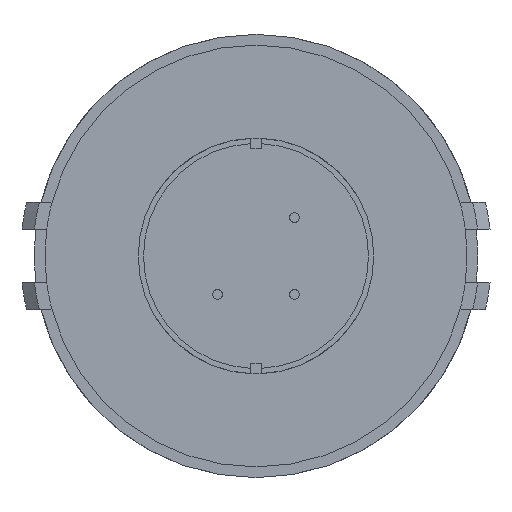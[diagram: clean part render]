
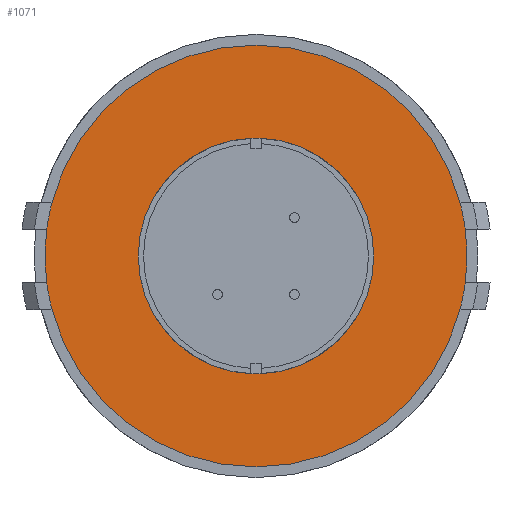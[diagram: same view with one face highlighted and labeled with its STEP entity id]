
A CAD part, front view. The second image highlights one B-rep face of the part: STEP entity #1071.
In plain terms, the highlighted planar face has unit normal (0, -1, 0).
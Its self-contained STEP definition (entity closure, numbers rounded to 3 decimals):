
#29=FACE_BOUND('',#184,.T.);
#63=PLANE('',#1195);
#121=FACE_OUTER_BOUND('',#183,.T.);
#183=EDGE_LOOP('',(#979,#980,#981,#982,#983,#984,#985,#986));
#184=EDGE_LOOP('',(#987));
#392=CIRCLE('',#1112,5.5);
#397=CIRCLE('',#1125,9.85);
#414=CIRCLE('',#1149,9.85);
#419=CIRCLE('',#1158,9.85);
#421=CIRCLE('',#1163,9.85);
#424=CIRCLE('',#1171,9.85);
#429=CIRCLE('',#1181,9.85);
#430=CIRCLE('',#1183,9.85);
#431=CIRCLE('',#1186,9.85);
#465=VERTEX_POINT('',#1601);
#472=VERTEX_POINT('',#1626);
#477=VERTEX_POINT('',#1638);
#501=VERTEX_POINT('',#1718);
#510=VERTEX_POINT('',#1761);
#513=VERTEX_POINT('',#1773);
#518=VERTEX_POINT('',#1791);
#526=VERTEX_POINT('',#1836);
#527=VERTEX_POINT('',#1840);
#576=EDGE_CURVE('',#465,#465,#392,.T.);
#593=EDGE_CURVE('',#472,#477,#397,.T.);
#626=EDGE_CURVE('',#477,#501,#414,.T.);
#640=EDGE_CURVE('',#501,#510,#419,.T.);
#647=EDGE_CURVE('',#513,#472,#421,.T.);
#660=EDGE_CURVE('',#518,#513,#424,.T.);
#671=EDGE_CURVE('',#526,#518,#429,.T.);
#672=EDGE_CURVE('',#510,#527,#430,.T.);
#679=EDGE_CURVE('',#527,#526,#431,.T.);
#979=ORIENTED_EDGE('',*,*,#671,.F.);
#980=ORIENTED_EDGE('',*,*,#679,.F.);
#981=ORIENTED_EDGE('',*,*,#672,.F.);
#982=ORIENTED_EDGE('',*,*,#640,.F.);
#983=ORIENTED_EDGE('',*,*,#626,.F.);
#984=ORIENTED_EDGE('',*,*,#593,.F.);
#985=ORIENTED_EDGE('',*,*,#647,.F.);
#986=ORIENTED_EDGE('',*,*,#660,.F.);
#987=ORIENTED_EDGE('',*,*,#576,.T.);
#1071=ADVANCED_FACE('',(#121,#29),#63,.T.);
#1112=AXIS2_PLACEMENT_3D('',#1602,#1277,#1278);
#1125=AXIS2_PLACEMENT_3D('',#1639,#1315,#1316);
#1149=AXIS2_PLACEMENT_3D('',#1719,#1379,#1380);
#1158=AXIS2_PLACEMENT_3D('',#1762,#1406,#1407);
#1163=AXIS2_PLACEMENT_3D('',#1775,#1421,#1422);
#1171=AXIS2_PLACEMENT_3D('',#1801,#1447,#1448);
#1181=AXIS2_PLACEMENT_3D('',#1838,#1473,#1474);
#1183=AXIS2_PLACEMENT_3D('',#1841,#1477,#1478);
#1186=AXIS2_PLACEMENT_3D('',#1854,#1489,#1490);
#1195=AXIS2_PLACEMENT_3D('',#1888,#1512,#1513);
#1277=DIRECTION('center_axis',(0.,1.,0.));
#1278=DIRECTION('ref_axis',(1.,0.,0.));
#1315=DIRECTION('center_axis',(0.,1.,0.));
#1316=DIRECTION('ref_axis',(1.,0.,0.));
#1379=DIRECTION('center_axis',(0.,1.,0.));
#1380=DIRECTION('ref_axis',(1.,0.,0.));
#1406=DIRECTION('center_axis',(0.,1.,0.));
#1407=DIRECTION('ref_axis',(1.,0.,0.));
#1421=DIRECTION('center_axis',(0.,1.,0.));
#1422=DIRECTION('ref_axis',(1.,0.,0.));
#1447=DIRECTION('center_axis',(0.,1.,0.));
#1448=DIRECTION('ref_axis',(1.,0.,0.));
#1473=DIRECTION('center_axis',(0.,1.,0.));
#1474=DIRECTION('ref_axis',(1.,0.,0.));
#1477=DIRECTION('center_axis',(0.,1.,0.));
#1478=DIRECTION('ref_axis',(1.,0.,0.));
#1489=DIRECTION('center_axis',(0.,1.,0.));
#1490=DIRECTION('ref_axis',(1.,0.,0.));
#1512=DIRECTION('center_axis',(0.,-1.,0.));
#1513=DIRECTION('ref_axis',(0.,0.,-1.));
#1601=CARTESIAN_POINT('',(5.5,0.,0.));
#1602=CARTESIAN_POINT('Origin',(0.,0.,
0.));
#1626=CARTESIAN_POINT('',(-9.527,0.,-2.5));
#1638=CARTESIAN_POINT('',(-9.77,0.,-1.25));
#1639=CARTESIAN_POINT('Origin',(0.,0.,
0.));
#1718=CARTESIAN_POINT('',(-9.77,0.,1.25));
#1719=CARTESIAN_POINT('Origin',(0.,0.,
0.));
#1761=CARTESIAN_POINT('',(-9.527,0.,2.5));
#1762=CARTESIAN_POINT('Origin',(0.,0.,
0.));
#1773=CARTESIAN_POINT('',(9.527,0.,-2.5));
#1775=CARTESIAN_POINT('Origin',(0.,0.,
0.));
#1791=CARTESIAN_POINT('',(9.77,0.,-1.25));
#1801=CARTESIAN_POINT('Origin',(0.,0.,
0.));
#1836=CARTESIAN_POINT('',(9.77,0.,1.25));
#1838=CARTESIAN_POINT('Origin',(0.,0.,
0.));
#1840=CARTESIAN_POINT('',(9.527,0.,2.5));
#1841=CARTESIAN_POINT('Origin',(0.,0.,
0.));
#1854=CARTESIAN_POINT('Origin',(0.,0.,
0.));
#1888=CARTESIAN_POINT('Origin',(-9.85,0.,0.));
